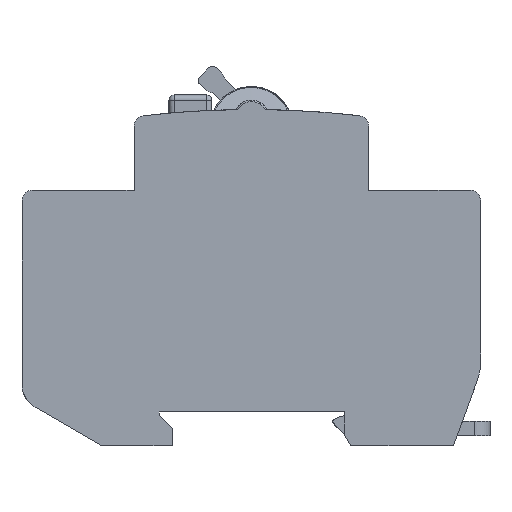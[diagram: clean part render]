
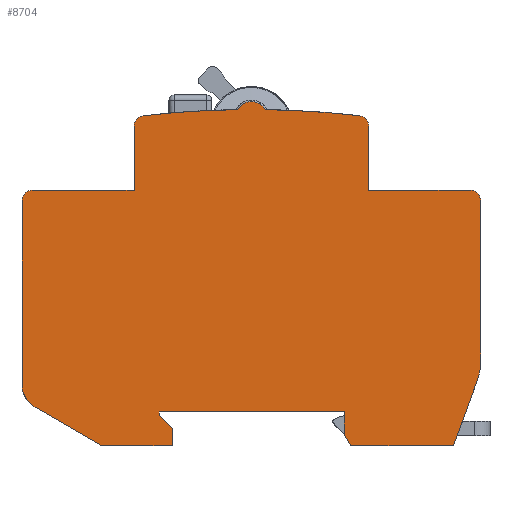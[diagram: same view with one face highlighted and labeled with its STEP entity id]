
A CAD part, left-side view. The second image highlights one B-rep face of the part: STEP entity #8704.
In plain terms, the highlighted face is planar.
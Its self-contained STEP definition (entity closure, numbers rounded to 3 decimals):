
#252=DIRECTION('',(0.,1.,0.));
#253=VECTOR('',#252,19.5);
#254=CARTESIAN_POINT('',(0.,-59.7,-42.5));
#255=LINE('',#254,#253);
#300=DIRECTION('',(0.,0.,-1.));
#301=VECTOR('',#300,12.316);
#302=CARTESIAN_POINT('',(0.,-40.2,-42.5));
#303=LINE('',#302,#301);
#308=DIRECTION('',(0.,0.866,-0.5));
#309=VECTOR('',#308,14.78);
#310=CARTESIAN_POINT('',(0.,11.,6.5));
#311=LINE('',#310,#309);
#312=CARTESIAN_POINT('',(0.,21.3,-5.22));
#313=DIRECTION('',(-1.,0.,0.));
#314=DIRECTION('',(0.,0.5,0.866));
#315=AXIS2_PLACEMENT_3D('',#312,#313,#314);
#317=CARTESIAN_POINT('',(0.,24.3,-40.5));
#318=DIRECTION('',(-1.,0.,0.));
#319=DIRECTION('',(0.,1.,0.));
#320=AXIS2_PLACEMENT_3D('',#317,#318,#319);
#322=CARTESIAN_POINT('',(0.,2.8,-54.816));
#323=DIRECTION('',(-1.,0.,0.));
#324=DIRECTION('',(0.,1.,0.));
#325=AXIS2_PLACEMENT_3D('',#322,#323,#324);
#327=CARTESIAN_POINT('',(0.,-17.7,122.));
#328=DIRECTION('',(-1.,0.,0.));
#329=DIRECTION('',(0.,0.115,-0.993));
#330=AXIS2_PLACEMENT_3D('',#327,#328,#329);
#332=CARTESIAN_POINT('',(0.,-17.7,-56.4));
#333=DIRECTION('',(-1.,0.,0.));
#334=DIRECTION('',(0.,0.86,-0.51));
#335=AXIS2_PLACEMENT_3D('',#332,#333,#334);
#337=CARTESIAN_POINT('',(0.,-17.7,-56.4));
#338=DIRECTION('',(-1.,0.,0.));
#339=DIRECTION('',(0.,-0.349,-0.937));
#340=AXIS2_PLACEMENT_3D('',#337,#338,#339);
#342=CARTESIAN_POINT('',(0.,-17.7,122.));
#343=DIRECTION('',(-1.,0.,0.));
#344=DIRECTION('',(0.,-0.015,-1.));
#345=AXIS2_PLACEMENT_3D('',#342,#343,#344);
#347=CARTESIAN_POINT('',(0.,-38.2,-54.816));
#348=DIRECTION('',(-1.,0.,0.));
#349=DIRECTION('',(0.,-0.115,-0.993));
#350=AXIS2_PLACEMENT_3D('',#347,#348,#349);
#352=CARTESIAN_POINT('',(0.,-59.7,-40.5));
#353=DIRECTION('',(-1.,0.,0.));
#354=DIRECTION('',(0.,0.,-1.));
#355=AXIS2_PLACEMENT_3D('',#352,#353,#354);
#357=CARTESIAN_POINT('',(0.,-51.7,-9.55));
#358=DIRECTION('',(-1.,0.,0.));
#359=DIRECTION('',(0.,-1.,0.));
#360=AXIS2_PLACEMENT_3D('',#357,#358,#359);
#362=DIRECTION('',(0.,0.342,0.94));
#363=VECTOR('',#362,13.441);
#364=CARTESIAN_POINT('',(0.,-61.097,-6.13));
#365=LINE('',#364,#363);
#366=DIRECTION('',(0.,0.5,-0.866));
#367=VECTOR('',#366,2.54);
#368=CARTESIAN_POINT('',(0.,-36.77,6.5));
#369=LINE('',#368,#367);
#370=DIRECTION('',(0.,-0.707,0.707));
#371=VECTOR('',#370,3.536);
#372=CARTESIAN_POINT('',(0.,0.,0.7));
#373=LINE('',#372,#371);
#386=DIRECTION('',(0.,-1.,0.));
#387=VECTOR('',#386,13.5);
#388=CARTESIAN_POINT('',(0.,11.,6.5));
#389=LINE('',#388,#387);
#398=DIRECTION('',(0.,0.,-1.));
#399=VECTOR('',#398,3.3);
#400=CARTESIAN_POINT('',(0.,-2.5,6.5));
#401=LINE('',#400,#399);
#414=DIRECTION('',(0.,0.,-1.));
#415=VECTOR('',#414,0.7);
#416=CARTESIAN_POINT('',(0.,0.,0.7));
#417=LINE('',#416,#415);
#434=DIRECTION('',(0.,-1.,0.));
#435=VECTOR('',#434,35.5);
#436=CARTESIAN_POINT('',(0.,0.,0.));
#437=LINE('',#436,#435);
#438=DIRECTION('',(0.,0.,1.));
#439=VECTOR('',#438,4.3);
#440=CARTESIAN_POINT('',(0.,-35.5,0.));
#441=LINE('',#440,#439);
#458=DIRECTION('',(0.,-1.,0.));
#459=VECTOR('',#458,19.73);
#460=CARTESIAN_POINT('',(0.,-36.77,6.5));
#461=LINE('',#460,#459);
#539=DIRECTION('',(0.,0.,-1.));
#540=VECTOR('',#539,30.95);
#541=CARTESIAN_POINT('',(0.,-61.7,-9.55));
#542=LINE('',#541,#540);
#2220=CARTESIAN_POINT('',(0.,-15.033,-57.98));
#2468=DIRECTION('',(0.,0.,1.));
#2469=VECTOR('',#2468,12.316);
#2470=CARTESIAN_POINT('',(0.,4.8,-54.816));
#2471=LINE('',#2470,#2469);
#2480=DIRECTION('',(0.,1.,0.));
#2481=VECTOR('',#2480,19.5);
#2482=CARTESIAN_POINT('',(0.,4.8,-42.5));
#2483=LINE('',#2482,#2481);
#2564=DIRECTION('',(0.,0.,1.));
#2565=VECTOR('',#2564,35.28);
#2566=CARTESIAN_POINT('',(0.,26.3,-40.5));
#2567=LINE('',#2566,#2565);
#6782=CARTESIAN_POINT('',(0.,-61.7,-9.55));
#6783=VERTEX_POINT('',#6782);
#6784=CARTESIAN_POINT('',(0.,-61.7,-40.5));
#6785=VERTEX_POINT('',#6784);
#7118=CARTESIAN_POINT('',(0.,-56.5,6.5));
#7119=VERTEX_POINT('',#7118);
#7120=CARTESIAN_POINT('',(0.,-61.097,-6.13));
#7121=VERTEX_POINT('',#7120);
#7298=CARTESIAN_POINT('',(0.,-38.43,-56.802));
#7299=VERTEX_POINT('',#7298);
#7300=CARTESIAN_POINT('',(0.,-20.367,-57.98));
#7301=VERTEX_POINT('',#7300);
#7411=VERTEX_POINT('',#2220);
#7412=CARTESIAN_POINT('',(0.,3.03,-56.802));
#7413=VERTEX_POINT('',#7412);
#7444=CARTESIAN_POINT('',(0.,-18.783,-59.305));
#7445=VERTEX_POINT('',#7444);
#7446=CARTESIAN_POINT('',(0.,11.,6.5));
#7447=CARTESIAN_POINT('',(0.,23.8,-0.89));
#7448=VERTEX_POINT('',#7446);
#7449=VERTEX_POINT('',#7447);
#7450=CARTESIAN_POINT('',(0.,26.3,-5.22));
#7451=VERTEX_POINT('',#7450);
#7452=CARTESIAN_POINT('',(0.,26.3,-40.5));
#7453=VERTEX_POINT('',#7452);
#7454=CARTESIAN_POINT('',(0.,24.3,-42.5));
#7455=VERTEX_POINT('',#7454);
#7456=CARTESIAN_POINT('',(0.,4.8,-42.5));
#7457=VERTEX_POINT('',#7456);
#7458=CARTESIAN_POINT('',(0.,4.8,-54.816));
#7459=VERTEX_POINT('',#7458);
#7460=CARTESIAN_POINT('',(0.,-40.2,-54.816));
#7461=VERTEX_POINT('',#7460);
#7462=CARTESIAN_POINT('',(0.,-40.2,-42.5));
#7463=VERTEX_POINT('',#7462);
#7464=CARTESIAN_POINT('',(0.,-59.7,-42.5));
#7465=VERTEX_POINT('',#7464);
#7466=CARTESIAN_POINT('',(0.,-36.77,6.5));
#7467=VERTEX_POINT('',#7466);
#7468=CARTESIAN_POINT('',(0.,-35.5,4.3));
#7469=VERTEX_POINT('',#7468);
#7470=CARTESIAN_POINT('',(0.,-35.5,0.));
#7471=VERTEX_POINT('',#7470);
#7472=CARTESIAN_POINT('',(0.,0.,0.));
#7473=VERTEX_POINT('',#7472);
#7474=CARTESIAN_POINT('',(0.,0.,0.7));
#7475=VERTEX_POINT('',#7474);
#7476=CARTESIAN_POINT('',(0.,-2.5,3.2));
#7477=VERTEX_POINT('',#7476);
#7478=CARTESIAN_POINT('',(0.,-2.5,6.5));
#7479=VERTEX_POINT('',#7478);
#8647=CARTESIAN_POINT('',(0.,-17.7,-42.5));
#8648=DIRECTION('',(-1.,0.,0.));
#8649=DIRECTION('',(0.,1.,0.));
#8650=AXIS2_PLACEMENT_3D('',#8647,#8648,#8649);
#8651=PLANE('',#8650);
#8653=ORIENTED_EDGE('',*,*,#8652,.T.);
#8655=ORIENTED_EDGE('',*,*,#8654,.T.);
#8657=ORIENTED_EDGE('',*,*,#8656,.F.);
#8659=ORIENTED_EDGE('',*,*,#8658,.T.);
#8661=ORIENTED_EDGE('',*,*,#8660,.F.);
#8663=ORIENTED_EDGE('',*,*,#8662,.F.);
#8665=ORIENTED_EDGE('',*,*,#8664,.T.);
#8667=ORIENTED_EDGE('',*,*,#8666,.T.);
#8669=ORIENTED_EDGE('',*,*,#8668,.T.);
#8671=ORIENTED_EDGE('',*,*,#8670,.T.);
#8673=ORIENTED_EDGE('',*,*,#8672,.T.);
#8675=ORIENTED_EDGE('',*,*,#8674,.T.);
#8676=ORIENTED_EDGE('',*,*,#8631,.F.);
#8677=ORIENTED_EDGE('',*,*,#8591,.F.);
#8679=ORIENTED_EDGE('',*,*,#8678,.T.);
#8681=ORIENTED_EDGE('',*,*,#8680,.F.);
#8683=ORIENTED_EDGE('',*,*,#8682,.T.);
#8685=ORIENTED_EDGE('',*,*,#8684,.T.);
#8687=ORIENTED_EDGE('',*,*,#8686,.F.);
#8689=ORIENTED_EDGE('',*,*,#8688,.T.);
#8691=ORIENTED_EDGE('',*,*,#8690,.F.);
#8693=ORIENTED_EDGE('',*,*,#8692,.F.);
#8695=ORIENTED_EDGE('',*,*,#8694,.F.);
#8697=ORIENTED_EDGE('',*,*,#8696,.T.);
#8699=ORIENTED_EDGE('',*,*,#8698,.F.);
#8701=ORIENTED_EDGE('',*,*,#8700,.F.);
#8702=EDGE_LOOP('',(#8653,#8655,#8657,#8659,#8661,#8663,#8665,#8667,#8669,#8671,
#8673,#8675,#8676,#8677,#8679,#8681,#8683,#8685,#8687,#8689,#8691,#8693,#8695,
#8697,#8699,#8701));
#8703=FACE_OUTER_BOUND('',#8702,.F.);
#316=CIRCLE('',#315,5.);
#321=CIRCLE('',#320,2.);
#326=CIRCLE('',#325,2.);
#331=CIRCLE('',#330,180.);
#336=CIRCLE('',#335,3.1);
#341=CIRCLE('',#340,3.1);
#346=CIRCLE('',#345,180.);
#351=CIRCLE('',#350,2.);
#356=CIRCLE('',#355,2.);
#361=CIRCLE('',#360,10.);
#8591=EDGE_CURVE('',#7465,#7463,#255,.T.);
#8631=EDGE_CURVE('',#7463,#7461,#303,.T.);
#8652=EDGE_CURVE('',#7448,#7449,#311,.T.);
#8654=EDGE_CURVE('',#7449,#7451,#316,.T.);
#8656=EDGE_CURVE('',#7453,#7451,#2567,.T.);
#8658=EDGE_CURVE('',#7453,#7455,#321,.T.);
#8660=EDGE_CURVE('',#7457,#7455,#2483,.T.);
#8662=EDGE_CURVE('',#7459,#7457,#2471,.T.);
#8664=EDGE_CURVE('',#7459,#7413,#326,.T.);
#8666=EDGE_CURVE('',#7413,#7411,#331,.T.);
#8668=EDGE_CURVE('',#7411,#7445,#336,.T.);
#8670=EDGE_CURVE('',#7445,#7301,#341,.T.);
#8672=EDGE_CURVE('',#7301,#7299,#346,.T.);
#8674=EDGE_CURVE('',#7299,#7461,#351,.T.);
#8678=EDGE_CURVE('',#7465,#6785,#356,.T.);
#8680=EDGE_CURVE('',#6783,#6785,#542,.T.);
#8682=EDGE_CURVE('',#6783,#7121,#361,.T.);
#8684=EDGE_CURVE('',#7121,#7119,#365,.T.);
#8686=EDGE_CURVE('',#7467,#7119,#461,.T.);
#8688=EDGE_CURVE('',#7467,#7469,#369,.T.);
#8690=EDGE_CURVE('',#7471,#7469,#441,.T.);
#8692=EDGE_CURVE('',#7473,#7471,#437,.T.);
#8694=EDGE_CURVE('',#7475,#7473,#417,.T.);
#8696=EDGE_CURVE('',#7475,#7477,#373,.T.);
#8698=EDGE_CURVE('',#7479,#7477,#401,.T.);
#8700=EDGE_CURVE('',#7448,#7479,#389,.T.);
#8704=ADVANCED_FACE('',(#8703),#8651,.F.);
